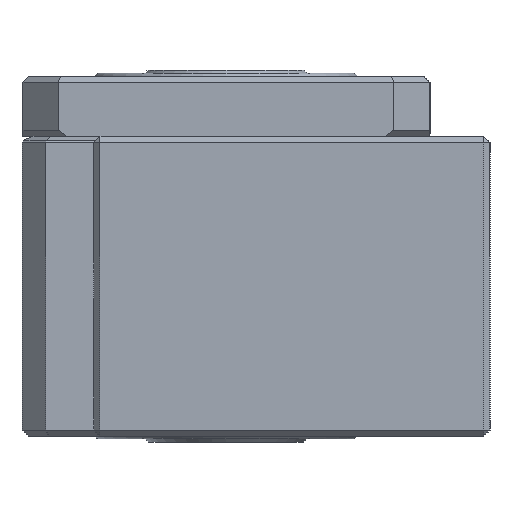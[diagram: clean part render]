
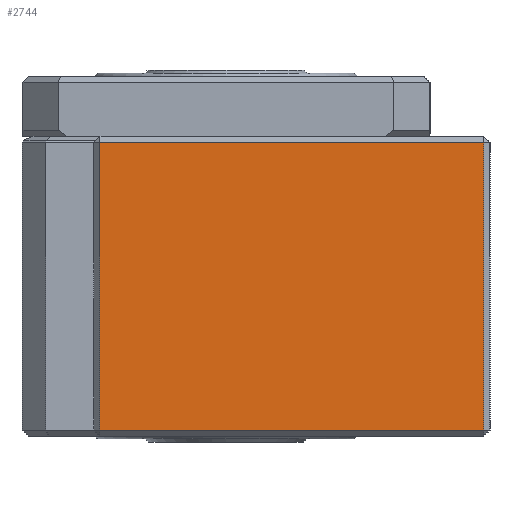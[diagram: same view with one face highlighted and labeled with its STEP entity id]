
A CAD part, left-side view. The second image highlights one B-rep face of the part: STEP entity #2744.
In plain terms, the highlighted planar face has unit normal (-1, 0, 0).
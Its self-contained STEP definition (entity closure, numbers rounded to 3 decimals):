
#152=PLANE('',#2991);
#313=FACE_OUTER_BOUND('',#495,.T.);
#495=EDGE_LOOP('',(#2195,#2196,#2197,#2198));
#719=LINE('',#4869,#954);
#720=LINE('',#4871,#955);
#721=LINE('',#4873,#956);
#722=LINE('',#4874,#957);
#954=VECTOR('',#3535,24.);
#955=VECTOR('',#3536,32.);
#956=VECTOR('',#3537,24.);
#957=VECTOR('',#3538,32.);
#1347=VERTEX_POINT('',#4867);
#1348=VERTEX_POINT('',#4868);
#1349=VERTEX_POINT('',#4870);
#1350=VERTEX_POINT('',#4872);
#1656=EDGE_CURVE('',#1347,#1348,#719,.T.);
#1657=EDGE_CURVE('',#1348,#1349,#720,.T.);
#1658=EDGE_CURVE('',#1349,#1350,#721,.T.);
#1659=EDGE_CURVE('',#1350,#1347,#722,.T.);
#2195=ORIENTED_EDGE('',*,*,#1656,.T.);
#2196=ORIENTED_EDGE('',*,*,#1657,.T.);
#2197=ORIENTED_EDGE('',*,*,#1658,.T.);
#2198=ORIENTED_EDGE('',*,*,#1659,.T.);
#2744=ADVANCED_FACE('',(#313),#152,.T.);
#2991=AXIS2_PLACEMENT_3D('',#4866,#3533,#3534);
#3533=DIRECTION('center_axis',(-1.,0.,0.));
#3534=DIRECTION('ref_axis',(0.,0.,1.));
#3535=DIRECTION('',(0.,0.,-1.));
#3536=DIRECTION('',(0.,-1.,0.));
#3537=DIRECTION('',(0.,0.,1.));
#3538=DIRECTION('',(0.,1.,0.));
#4866=CARTESIAN_POINT('Origin',(-30.,11.,-12.5));
#4867=CARTESIAN_POINT('',(-30.,10.5,12.));
#4868=CARTESIAN_POINT('',(-30.,10.5,-12.));
#4869=CARTESIAN_POINT('',(-30.,10.5,12.));
#4870=CARTESIAN_POINT('',(-30.,-21.5,-12.));
#4871=CARTESIAN_POINT('',(-30.,10.5,-12.));
#4872=CARTESIAN_POINT('',(-30.,-21.5,12.));
#4873=CARTESIAN_POINT('',(-30.,-21.5,-12.));
#4874=CARTESIAN_POINT('',(-30.,-21.5,12.));
